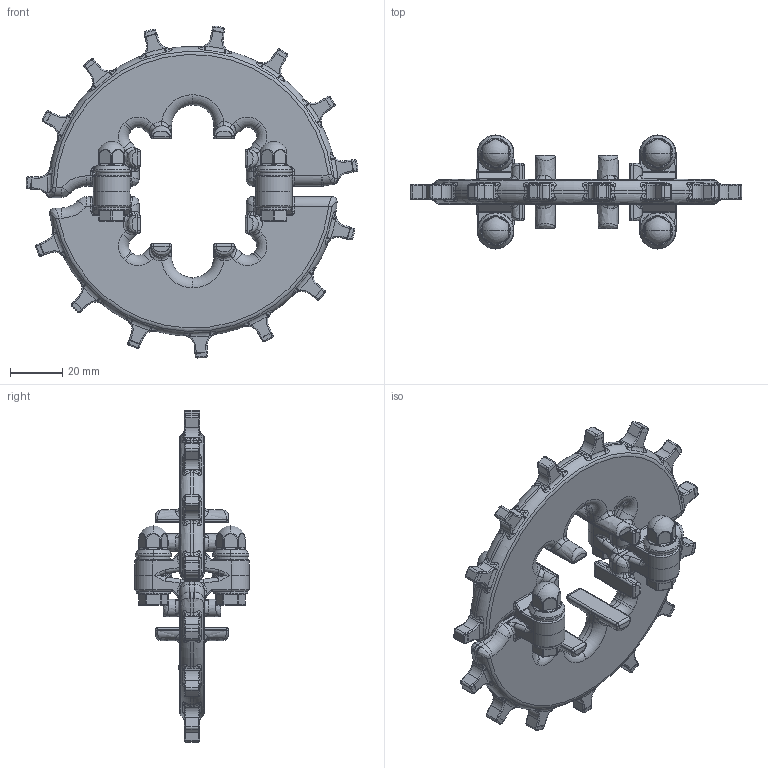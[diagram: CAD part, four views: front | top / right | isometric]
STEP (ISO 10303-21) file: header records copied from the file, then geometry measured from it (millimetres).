
FILE_DESCRIPTION((''),'2;1');
FILE_NAME('UNI_2P-HYG_SNB-M2_Z15_T1_40_ASM','2019-02-12T08:49:41',('MTH'),(''),'CREO PARAMETRIC BY PTC INC, 2018420','CREO PARAMETRIC BY PTC INC, 2018420','');
FILE_SCHEMA(('AUTOMOTIVE_DESIGN { 1 0 10303 214 1 1 1 1 }'));
Products named in the file (6): T0526; T0571; WASHER; DIN931_M6_A4; DOME_ISO1587_M6; UNI_2P-HYG_SNB-M2_Z15_T1_40_ASM
Assembly tree (18 placements, depth 2):
  UNI_2P-HYG_SNB-M2_Z15_T1_40_ASM
    T0526
    T0571
    WASHER  x8
    DIN931_M6_A4  x4
    DOME_ISO1587_M6  x4
Bounding box: 126.91 x 43.6 x 126.91 mm (x, y, z)
Volume: 89819.5 mm3; surface area: 38075.3 mm2
Topology: 18 solids, 22 shells, 2404 faces, 5813 edges, 3464 vertices
Faces by surface type: bspline 978, cylinder 741, plane 319, torus 284, cone 70, sphere 12
Entity records: 127763 total; most frequent: CARTESIAN_POINT 84379, ORIENTED_EDGE 9102, DIRECTION 7499, EDGE_CURVE 4553, AXIS2_PLACEMENT_3D 3197, VERTEX_POINT 2606, EDGE_LOOP 1999, FACE_OUTER_BOUND 1969
